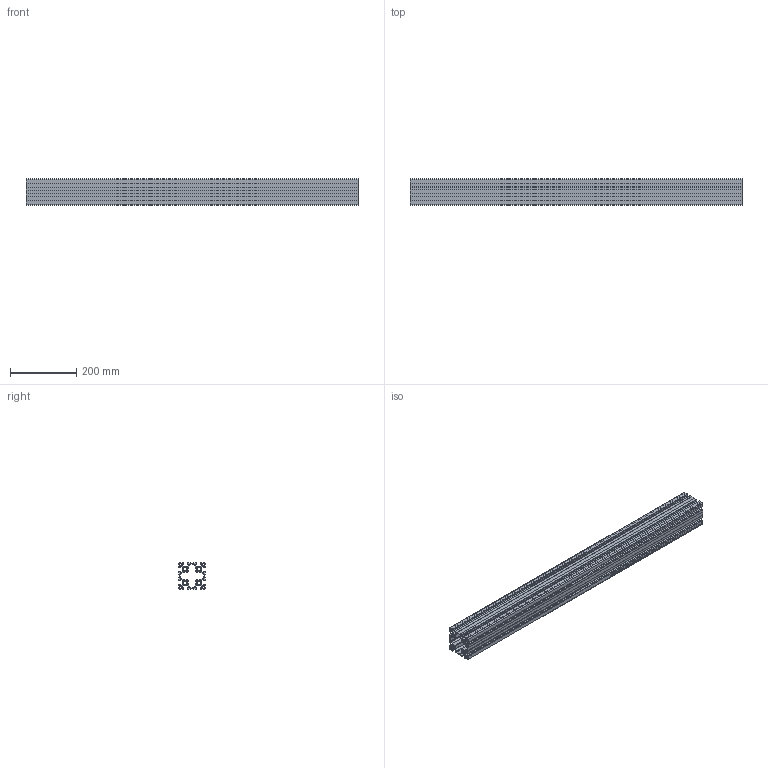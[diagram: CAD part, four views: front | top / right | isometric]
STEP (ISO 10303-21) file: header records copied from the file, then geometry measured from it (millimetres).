
FILE_DESCRIPTION (( 'STEP AP214' ), '1' );
FILE_NAME ('3_842_993_133_1000-Bosch.step', '2020-07-02T12:19:19', ( '' ), ( '' ), 'SwSTEP 2.0', 'SolidWorks 2010', '' );
FILE_SCHEMA (( 'AUTOMOTIVE_DESIGN' ));
Length unit declared in the file: millimetre
Products named in the file (1): 3_842_993_133_1000-Bosch
Bounding box: 1000 x 80 x 80 mm (x, y, z)
Volume: 1814618.9 mm3; surface area: 1199383.1 mm2
Topology: 1 solids, 1 shells, 304 faces, 906 edges, 604 vertices
Faces by surface type: plane 262, cylinder 42
Entity records: 10144 total; most frequent: CARTESIAN_POINT 1815, ORIENTED_EDGE 1812, DIRECTION 1600, EDGE_CURVE 906, VECTOR 822, LINE 822, VERTEX_POINT 604, AXIS2_PLACEMENT_3D 389
